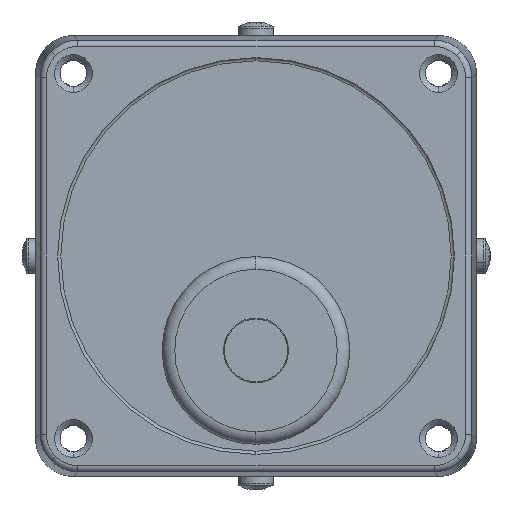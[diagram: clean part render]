
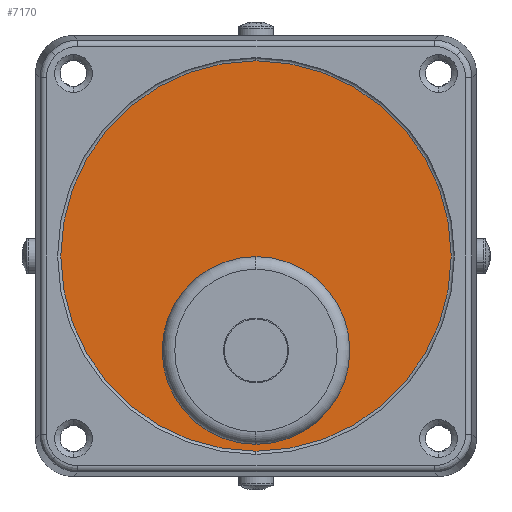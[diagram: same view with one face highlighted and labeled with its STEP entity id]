
A CAD part, front view. The second image highlights one B-rep face of the part: STEP entity #7170.
In plain terms, the highlighted planar face has unit normal (0, -1, 0).
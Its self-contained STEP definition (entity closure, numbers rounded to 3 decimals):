
#19 = CARTESIAN_POINT ( 'NONE',  ( -80.813, -6.904, -31. ) ) ;
#489 = EDGE_CURVE ( 'NONE', #8098, #4572, #7046, .T. ) ;
#727 = DIRECTION ( 'NONE',  ( 0., -1., 0. ) ) ;
#774 = ORIENTED_EDGE ( 'NONE', *, *, #1846, .F. ) ;
#1205 = DIRECTION ( 'NONE',  ( 0., -1., 0. ) ) ;
#1217 = DIRECTION ( 'NONE',  ( 0., -1., 0. ) ) ;
#1576 = FACE_BOUND ( 'NONE', #4699, .T. ) ;
#1846 = EDGE_CURVE ( 'NONE', #4572, #8098, #7628, .T. ) ;
#2115 = EDGE_CURVE ( 'NONE', #6552, #9177, #4642, .T. ) ;
#2149 = ORIENTED_EDGE ( 'NONE', *, *, #489, .F. ) ;
#2254 = ORIENTED_EDGE ( 'NONE', *, *, #7554, .T. ) ;
#2356 = DIRECTION ( 'NONE',  ( 0., 0., -1. ) ) ;
#2622 = CARTESIAN_POINT ( 'NONE',  ( -80.813, -6.904, -29.9 ) ) ;
#3138 = CARTESIAN_POINT ( 'NONE',  ( -80.813, -6.904, -15. ) ) ;
#3549 = CIRCLE ( 'NONE', #9725, 31. ) ;
#4157 = DIRECTION ( 'NONE',  ( 0., 0., -1. ) ) ;
#4572 = VERTEX_POINT ( 'NONE', #10670 ) ;
#4634 = AXIS2_PLACEMENT_3D ( 'NONE', #8842, #1205, #4645 ) ;
#4642 = CIRCLE ( 'NONE', #4634, 31. ) ;
#4645 = DIRECTION ( 'NONE',  ( 0., 0., -1. ) ) ;
#4659 = DIRECTION ( 'NONE',  ( 0., 0., -1. ) ) ;
#4699 = EDGE_LOOP ( 'NONE', ( #774, #2149 ) ) ;
#5007 = PLANE ( 'NONE',  #5359 ) ;
#5359 = AXIS2_PLACEMENT_3D ( 'NONE', #8370, #727, #4157 ) ;
#6529 = DIRECTION ( 'NONE',  ( 0., -1., 0. ) ) ;
#6552 = VERTEX_POINT ( 'NONE', #7892 ) ;
#6597 = CARTESIAN_POINT ( 'NONE',  ( -80.813, -6.904, 0. ) ) ;
#7037 = AXIS2_PLACEMENT_3D ( 'NONE', #8851, #1217, #4659 ) ;
#7046 = CIRCLE ( 'NONE', #7037, 14.9 ) ;
#7170 = ADVANCED_FACE ( 'NONE', ( #9185, #1576 ), #5007, .T. ) ;
#7245 = EDGE_LOOP ( 'NONE', ( #2254, #8466 ) ) ;
#7554 = EDGE_CURVE ( 'NONE', #9177, #6552, #3549, .T. ) ;
#7617 = AXIS2_PLACEMENT_3D ( 'NONE', #3138, #6529, #9873 ) ;
#7628 = CIRCLE ( 'NONE', #7617, 14.9 ) ;
#7892 = CARTESIAN_POINT ( 'NONE',  ( -80.813, -6.904, 31. ) ) ;
#8098 = VERTEX_POINT ( 'NONE', #2622 ) ;
#8370 = CARTESIAN_POINT ( 'NONE',  ( -80.813, -6.904, 0. ) ) ;
#8466 = ORIENTED_EDGE ( 'NONE', *, *, #2115, .T. ) ;
#8842 = CARTESIAN_POINT ( 'NONE',  ( -80.813, -6.904, 0. ) ) ;
#8851 = CARTESIAN_POINT ( 'NONE',  ( -80.813, -6.904, -15. ) ) ;
#9177 = VERTEX_POINT ( 'NONE', #19 ) ;
#9185 = FACE_OUTER_BOUND ( 'NONE', #7245, .T. ) ;
#9725 = AXIS2_PLACEMENT_3D ( 'NONE', #6597, #9940, #2356 ) ;
#9873 = DIRECTION ( 'NONE',  ( 0., 0., -1. ) ) ;
#9940 = DIRECTION ( 'NONE',  ( 0., -1., 0. ) ) ;
#10670 = CARTESIAN_POINT ( 'NONE',  ( -80.813, -6.904, -0.1 ) ) ;
